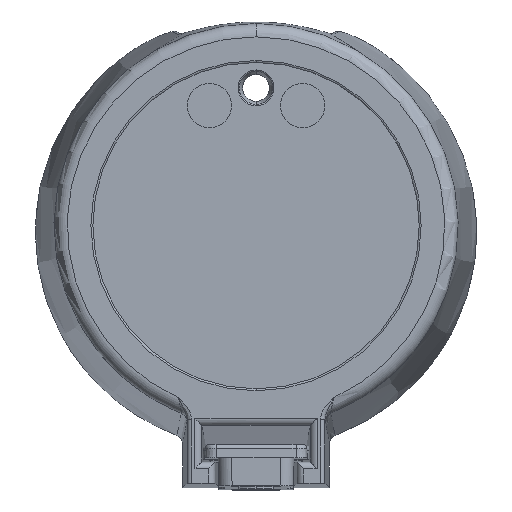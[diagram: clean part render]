
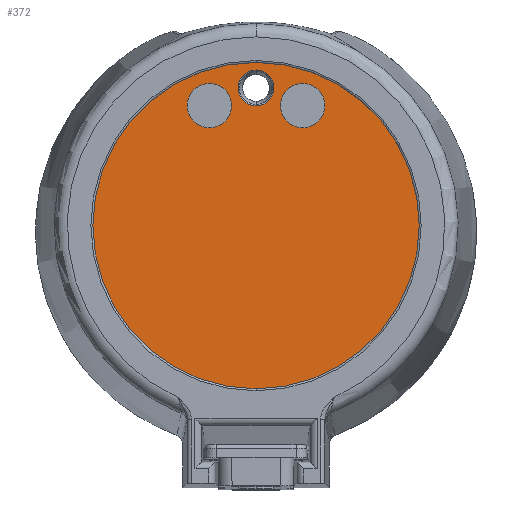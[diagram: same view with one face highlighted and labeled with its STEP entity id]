
A CAD part, front view. The second image highlights one B-rep face of the part: STEP entity #372.
In plain terms, the highlighted planar face has unit normal (0, -1, 0).
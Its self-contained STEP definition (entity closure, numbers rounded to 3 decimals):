
#372=ADVANCED_FACE('NONE',(#1037,#1038,#1039,#1040),#1041,.F.);
#1037=FACE_OUTER_BOUND('',#2012,.T.);
#1038=FACE_BOUND('',#2013,.T.);
#1039=FACE_BOUND('',#2014,.T.);
#1040=FACE_BOUND('',#2015,.T.);
#1041=PLANE('',#2016);
#2012=EDGE_LOOP('',(#5023,#5024));
#2013=EDGE_LOOP('',(#5025,#5026));
#2014=EDGE_LOOP('',(#5027,#5028));
#2015=EDGE_LOOP('',(#5029,#5030));
#2016=AXIS2_PLACEMENT_3D('',#5031,#5032,#5033);
#5023=ORIENTED_EDGE('',*,*,#7649,.F.);
#5024=ORIENTED_EDGE('',*,*,#7675,.F.);
#5025=ORIENTED_EDGE('',*,*,#7632,.T.);
#5026=ORIENTED_EDGE('',*,*,#7676,.T.);
#5027=ORIENTED_EDGE('',*,*,#7646,.T.);
#5028=ORIENTED_EDGE('',*,*,#7677,.T.);
#5029=ORIENTED_EDGE('',*,*,#7641,.T.);
#5030=ORIENTED_EDGE('',*,*,#7678,.T.);
#5031=CARTESIAN_POINT('',(-36.722,0.25,0.0));
#5032=DIRECTION('',(-0.0,1.0,0.0));
#5033=DIRECTION('',(1.0,0.0,0.0));
#7632=EDGE_CURVE('NONE',#8744,#8742,#8745,.T.);
#7641=EDGE_CURVE('NONE',#8759,#8757,#8760,.T.);
#7646=EDGE_CURVE('NONE',#8768,#8766,#8769,.T.);
#7649=EDGE_CURVE('NONE',#8772,#8773,#8774,.T.);
#7675=EDGE_CURVE('NONE',#8773,#8772,#8816,.T.);
#7676=EDGE_CURVE('NONE',#8742,#8744,#8817,.T.);
#7677=EDGE_CURVE('NONE',#8766,#8768,#8818,.T.);
#7678=EDGE_CURVE('NONE',#8757,#8759,#8819,.T.);
#8742=VERTEX_POINT('NONE',#10633);
#8744=VERTEX_POINT('NONE',#10635);
#8745=CIRCLE('',#10636,4.035);
#8757=VERTEX_POINT('NONE',#10650);
#8759=VERTEX_POINT('NONE',#10653);
#8760=CIRCLE('',#10654,5.0);
#8766=VERTEX_POINT('NONE',#10661);
#8768=VERTEX_POINT('NONE',#10664);
#8769=CIRCLE('',#10665,5.0);
#8772=VERTEX_POINT('NONE',#10669);
#8773=VERTEX_POINT('NONE',#10670);
#8774=CIRCLE('',#10671,36.722);
#8816=CIRCLE('',#10822,36.722);
#8817=CIRCLE('',#10823,4.035);
#8818=CIRCLE('',#10824,5.0);
#8819=CIRCLE('',#10825,5.0);
#10633=CARTESIAN_POINT('',(0.,0.25,26.965));
#10635=CARTESIAN_POINT('',(0.0,0.25,35.035));
#10636=AXIS2_PLACEMENT_3D('',#14765,#14766,#14767);
#10650=CARTESIAN_POINT('',(-10.5,0.25,22.0));
#10653=CARTESIAN_POINT('',(-10.5,0.25,32.0));
#10654=AXIS2_PLACEMENT_3D('',#14780,#14781,#14782);
#10661=CARTESIAN_POINT('',(10.5,0.25,22.0));
#10664=CARTESIAN_POINT('',(10.5,0.25,32.0));
#10665=AXIS2_PLACEMENT_3D('',#14788,#14789,#14790);
#10669=CARTESIAN_POINT('',(0.0,0.25,36.722));
#10670=CARTESIAN_POINT('',(0.,0.25,-36.722));
#10671=AXIS2_PLACEMENT_3D('',#14792,#14793,#14794);
#10822=AXIS2_PLACEMENT_3D('',#14836,#14837,#14838);
#10823=AXIS2_PLACEMENT_3D('',#14839,#14840,#14841);
#10824=AXIS2_PLACEMENT_3D('',#14842,#14843,#14844);
#10825=AXIS2_PLACEMENT_3D('',#14845,#14846,#14847);
#14765=CARTESIAN_POINT('',(0.0,0.25,31.0));
#14766=DIRECTION('',(-0.0,1.0,0.0));
#14767=DIRECTION('',(0.0,0.0,1.0));
#14780=CARTESIAN_POINT('',(-10.5,0.25,27.0));
#14781=DIRECTION('',(0.0,1.0,0.0));
#14782=DIRECTION('',(0.0,0.0,1.0));
#14788=CARTESIAN_POINT('',(10.5,0.25,27.0));
#14789=DIRECTION('',(0.0,1.0,0.0));
#14790=DIRECTION('',(0.0,0.0,1.0));
#14792=CARTESIAN_POINT('',(0.0,0.25,0.0));
#14793=DIRECTION('',(-0.0,1.0,0.0));
#14794=DIRECTION('',(0.0,0.0,1.0));
#14836=CARTESIAN_POINT('',(0.0,0.25,0.0));
#14837=DIRECTION('',(-0.0,1.0,0.0));
#14838=DIRECTION('',(0.0,0.0,1.0));
#14839=CARTESIAN_POINT('',(0.0,0.25,31.0));
#14840=DIRECTION('',(-0.0,1.0,0.0));
#14841=DIRECTION('',(0.0,0.0,1.0));
#14842=CARTESIAN_POINT('',(10.5,0.25,27.0));
#14843=DIRECTION('',(0.0,1.0,0.0));
#14844=DIRECTION('',(0.0,0.0,1.0));
#14845=CARTESIAN_POINT('',(-10.5,0.25,27.0));
#14846=DIRECTION('',(0.0,1.0,0.0));
#14847=DIRECTION('',(0.0,0.0,1.0));
